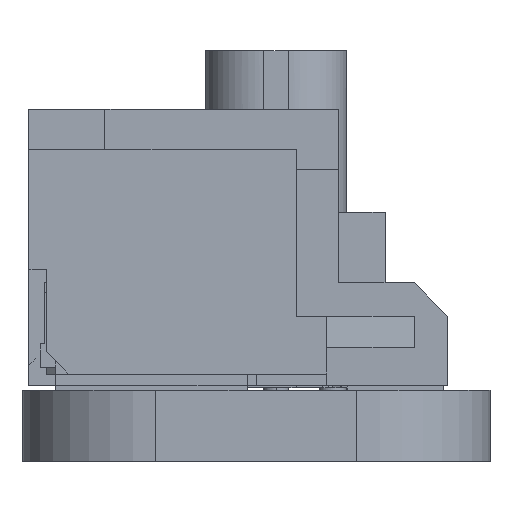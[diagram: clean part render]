
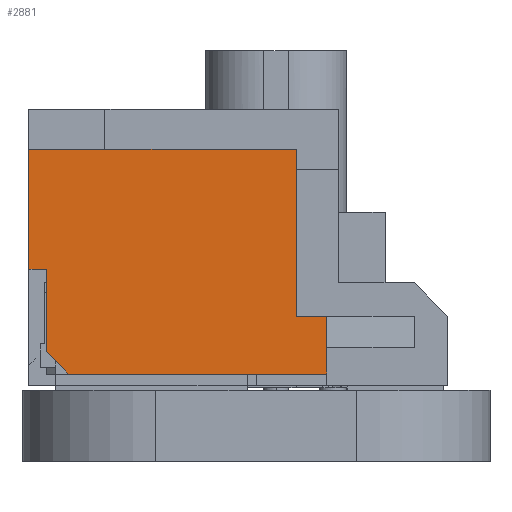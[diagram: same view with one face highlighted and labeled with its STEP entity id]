
A CAD part, left-side view. The second image highlights one B-rep face of the part: STEP entity #2881.
In plain terms, the highlighted planar face has unit normal (-1, 0, 0).
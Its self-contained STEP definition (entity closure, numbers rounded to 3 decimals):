
#664 = VERTEX_POINT('',#665);
#665 = CARTESIAN_POINT('',(-7.,4.9,2.36));
#671 = EDGE_CURVE('',#672,#664,#674,.T.);
#672 = VERTEX_POINT('',#673);
#673 = CARTESIAN_POINT('',(-7.,4.9,-0.34));
#674 = LINE('',#675,#676);
#675 = CARTESIAN_POINT('',(-7.,4.9,-0.34));
#676 = VECTOR('',#677,1.);
#677 = DIRECTION('',(0.,0.,1.));
#2862 = EDGE_CURVE('',#672,#2863,#2865,.T.);
#2863 = VERTEX_POINT('',#2864);
#2864 = CARTESIAN_POINT('',(-7.,4.5,-0.34));
#2865 = LINE('',#2866,#2867);
#2866 = CARTESIAN_POINT('',(-7.,4.9,-0.34));
#2867 = VECTOR('',#2868,1.);
#2868 = DIRECTION('',(0.,-1.,0.));
#2881 = ADVANCED_FACE('',(#2882),#2948,.T.);
#2882 = FACE_BOUND('',#2883,.F.);
#2883 = EDGE_LOOP('',(#2884,#2892,#2893,#2894,#2902,#2910,#2918,#2926,
    #2934,#2942));
#2884 = ORIENTED_EDGE('',*,*,#2885,.T.);
#2885 = EDGE_CURVE('',#2886,#2863,#2888,.T.);
#2886 = VERTEX_POINT('',#2887);
#2887 = CARTESIAN_POINT('',(-7.,4.5,-2.19));
#2888 = LINE('',#2889,#2890);
#2889 = CARTESIAN_POINT('',(-7.,4.5,-2.19));
#2890 = VECTOR('',#2891,1.);
#2891 = DIRECTION('',(0.,0.,1.));
#2892 = ORIENTED_EDGE('',*,*,#2862,.F.);
#2893 = ORIENTED_EDGE('',*,*,#671,.T.);
#2894 = ORIENTED_EDGE('',*,*,#2895,.T.);
#2895 = EDGE_CURVE('',#664,#2896,#2898,.T.);
#2896 = VERTEX_POINT('',#2897);
#2897 = CARTESIAN_POINT('',(-7.,-1.1,2.36));
#2898 = LINE('',#2899,#2900);
#2899 = CARTESIAN_POINT('',(-7.,4.9,2.36));
#2900 = VECTOR('',#2901,1.);
#2901 = DIRECTION('',(0.,-1.,0.));
#2902 = ORIENTED_EDGE('',*,*,#2903,.F.);
#2903 = EDGE_CURVE('',#2904,#2896,#2906,.T.);
#2904 = VERTEX_POINT('',#2905);
#2905 = CARTESIAN_POINT('',(-7.,-1.1,-1.39));
#2906 = LINE('',#2907,#2908);
#2907 = CARTESIAN_POINT('',(-7.,-1.1,-1.39));
#2908 = VECTOR('',#2909,1.);
#2909 = DIRECTION('',(0.,0.,1.));
#2910 = ORIENTED_EDGE('',*,*,#2911,.T.);
#2911 = EDGE_CURVE('',#2904,#2912,#2914,.T.);
#2912 = VERTEX_POINT('',#2913);
#2913 = CARTESIAN_POINT('',(-7.,-1.784,
    -1.39));
#2914 = LINE('',#2915,#2916);
#2915 = CARTESIAN_POINT('',(-7.,-1.1,-1.39));
#2916 = VECTOR('',#2917,1.);
#2917 = DIRECTION('',(0.,-1.,0.));
#2918 = ORIENTED_EDGE('',*,*,#2919,.T.);
#2919 = EDGE_CURVE('',#2912,#2920,#2922,.T.);
#2920 = VERTEX_POINT('',#2921);
#2921 = CARTESIAN_POINT('',(-7.,-1.784,
    -2.09));
#2922 = LINE('',#2923,#2924);
#2923 = CARTESIAN_POINT('',(-7.,-1.784,
    -1.39));
#2924 = VECTOR('',#2925,1.);
#2925 = DIRECTION('',(0.,0.,-1.));
#2926 = ORIENTED_EDGE('',*,*,#2927,.T.);
#2927 = EDGE_CURVE('',#2920,#2928,#2930,.T.);
#2928 = VERTEX_POINT('',#2929);
#2929 = CARTESIAN_POINT('',(-7.,-1.784,
    -2.69));
#2930 = LINE('',#2931,#2932);
#2931 = CARTESIAN_POINT('',(-7.,-1.784,
    -2.09));
#2932 = VECTOR('',#2933,1.);
#2933 = DIRECTION('',(0.,0.,-1.));
#2934 = ORIENTED_EDGE('',*,*,#2935,.F.);
#2935 = EDGE_CURVE('',#2936,#2928,#2938,.T.);
#2936 = VERTEX_POINT('',#2937);
#2937 = CARTESIAN_POINT('',(-7.,4.,-2.69));
#2938 = LINE('',#2939,#2940);
#2939 = CARTESIAN_POINT('',(-7.,4.,-2.69));
#2940 = VECTOR('',#2941,1.);
#2941 = DIRECTION('',(0.,-1.,0.));
#2942 = ORIENTED_EDGE('',*,*,#2943,.F.);
#2943 = EDGE_CURVE('',#2886,#2936,#2944,.T.);
#2944 = LINE('',#2945,#2946);
#2945 = CARTESIAN_POINT('',(-7.,4.5,-2.19));
#2946 = VECTOR('',#2947,1.);
#2947 = DIRECTION('',(0.,-0.707,
    -0.707));
#2948 = PLANE('',#2949);
#2949 = AXIS2_PLACEMENT_3D('',#2950,#2951,#2952);
#2950 = CARTESIAN_POINT('',(-7.,-1.384,
    -1.42));
#2951 = DIRECTION('',(-1.,0.,0.));
#2952 = DIRECTION('',(0.,1.,0.));
